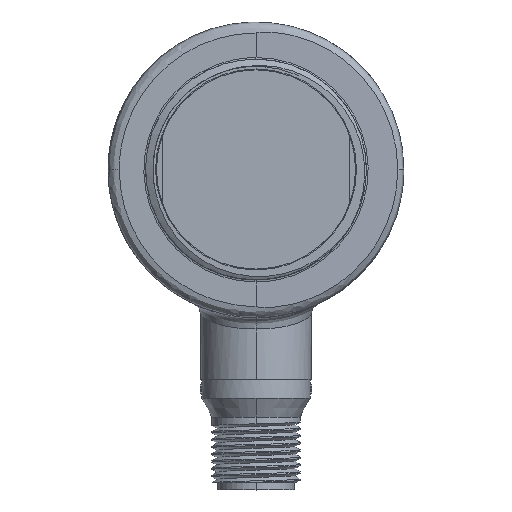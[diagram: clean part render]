
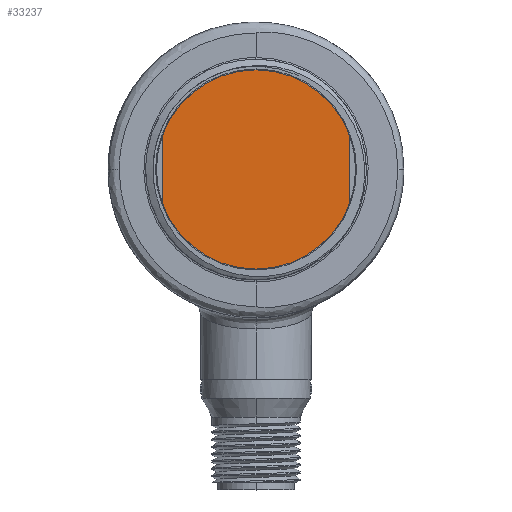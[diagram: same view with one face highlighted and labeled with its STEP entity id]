
A CAD part, top view. The second image highlights one B-rep face of the part: STEP entity #33237.
In plain terms, the highlighted planar face has unit normal (0, 0, 1).
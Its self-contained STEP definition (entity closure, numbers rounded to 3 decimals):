
#16423=DIRECTION('',(0.,-1.,0.));
#16424=VECTOR('',#16423,9.306);
#16425=CARTESIAN_POINT('',(12.7,4.653,33.934));
#16426=LINE('',#16425,#16424);
#16427=CARTESIAN_POINT('',(0.,0.,33.934));
#16428=DIRECTION('',(0.,0.,-1.));
#16429=DIRECTION('',(0.939,-0.344,0.));
#16430=AXIS2_PLACEMENT_3D('',#16427,#16428,#16429);
#16432=DIRECTION('',(0.,1.,0.));
#16433=VECTOR('',#16432,9.306);
#16434=CARTESIAN_POINT('',(-12.7,-4.653,33.934));
#16435=LINE('',#16434,#16433);
#16436=CARTESIAN_POINT('',(0.,0.,33.934));
#16437=DIRECTION('',(0.,0.,-1.));
#16438=DIRECTION('',(-0.939,0.344,0.));
#16439=AXIS2_PLACEMENT_3D('',#16436,#16437,#16438);
#17354=CARTESIAN_POINT('',(-12.7,-4.653,33.934));
#17355=CARTESIAN_POINT('',(-12.7,4.653,33.934));
#17356=VERTEX_POINT('',#17354);
#17357=VERTEX_POINT('',#17355);
#17364=CARTESIAN_POINT('',(12.7,4.653,33.934));
#17365=CARTESIAN_POINT('',(12.7,-4.653,33.934));
#17366=VERTEX_POINT('',#17364);
#17367=VERTEX_POINT('',#17365);
#33225=CARTESIAN_POINT('',(0.,0.,33.934));
#33226=DIRECTION('',(0.,0.,-1.));
#33227=DIRECTION('',(1.,0.,0.));
#33228=AXIS2_PLACEMENT_3D('',#33225,#33226,#33227);
#33229=PLANE('',#33228);
#33230=ORIENTED_EDGE('',*,*,#33216,.T.);
#33231=ORIENTED_EDGE('',*,*,#33177,.T.);
#33233=ORIENTED_EDGE('',*,*,#33232,.T.);
#33234=ORIENTED_EDGE('',*,*,#33200,.T.);
#33235=EDGE_LOOP('',(#33230,#33231,#33233,#33234));
#33236=FACE_OUTER_BOUND('',#33235,.F.);
#33237=ADVANCED_FACE('',(#33236),#33229,.F.);
#16431=CIRCLE('',#16430,13.526);
#16440=CIRCLE('',#16439,13.526);
#33177=EDGE_CURVE('',#17367,#17356,#16431,.T.);
#33200=EDGE_CURVE('',#17357,#17366,#16440,.T.);
#33216=EDGE_CURVE('',#17366,#17367,#16426,.T.);
#33232=EDGE_CURVE('',#17356,#17357,#16435,.T.);
